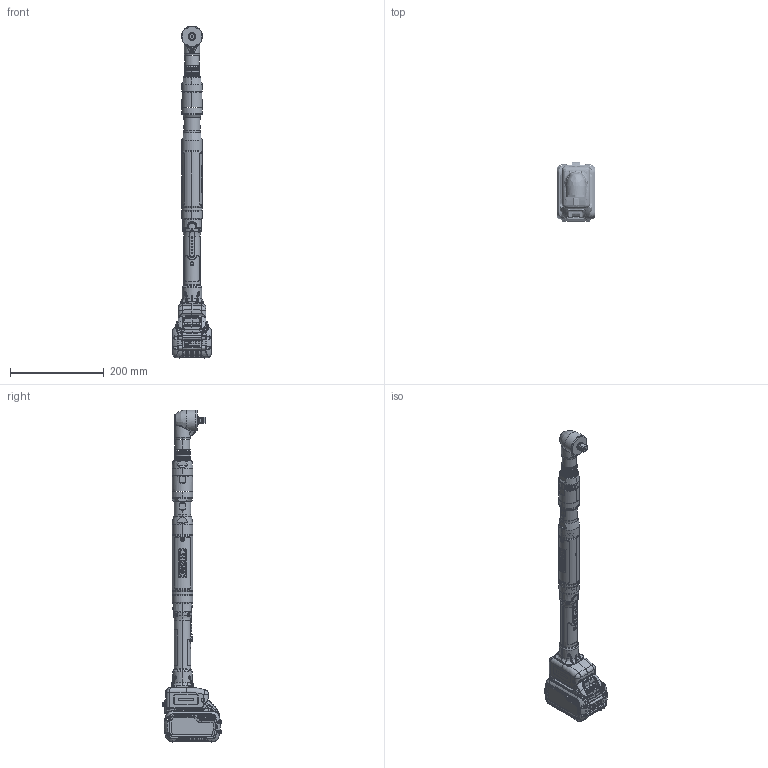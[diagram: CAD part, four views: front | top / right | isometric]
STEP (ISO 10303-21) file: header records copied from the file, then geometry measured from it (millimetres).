
FILE_DESCRIPTION((''),'2;1');
FILE_NAME('B33LA22A-95','2018-08-08T',('TAS0721'),(''),'PRO/ENGINEER BY PARAMETRIC TECHNOLOGY CORPORATION, 2016360','PRO/ENGINEER BY PARAMETRIC TECHNOLOGY CORPORATION, 2016360','');
FILE_SCHEMA(('CONFIG_CONTROL_DESIGN'));
Products named in the file (1): B33LA22A-95
Bounding box: 82 x 126.5 x 707.54 mm (x, y, z)
Surface area: 271795.3 mm2 (no closed solid volume)
Topology: 0 solids, 903 shells, 3355 faces, 17565 edges, 14813 vertices
Faces by surface type: cylinder 1055, plane 896, bspline 806, cone 309, torus 154, extrusion 125, sphere 8, revolution 2
Entity records: 259243 total; most frequent: CARTESIAN_POINT 142750, ORIENTED_EDGE 21717, DIRECTION 18393, EDGE_CURVE 17559, VERTEX_POINT 14813, B_SPLINE_CURVE_WITH_KNOTS 7689, VECTOR 6697, LINE 6572
